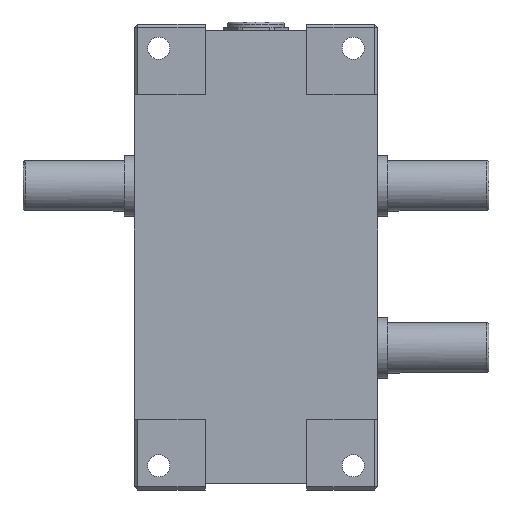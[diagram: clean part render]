
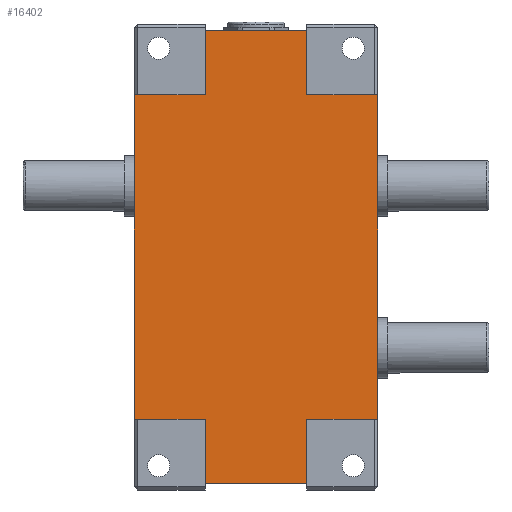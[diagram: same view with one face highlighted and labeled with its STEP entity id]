
A CAD part, front view. The second image highlights one B-rep face of the part: STEP entity #16402.
In plain terms, the highlighted planar face has unit normal (0, -1, 0).
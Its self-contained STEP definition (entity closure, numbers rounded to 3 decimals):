
#146 = DIRECTION ( 'NONE',  ( -1., 0., 0. ) ) ;
#184 = CARTESIAN_POINT ( 'NONE',  ( -25., -77., 77. ) ) ;
#442 = DIRECTION ( 'NONE',  ( 0., 0., 1. ) ) ;
#481 = LINE ( 'NONE', #12482, #14480 ) ;
#546 = CARTESIAN_POINT ( 'NONE',  ( 60., -77., 45. ) ) ;
#562 = ORIENTED_EDGE ( 'NONE', *, *, #19747, .T. ) ;
#1012 = VERTEX_POINT ( 'NONE', #7938 ) ;
#1084 = VERTEX_POINT ( 'NONE', #9097 ) ;
#1250 = EDGE_CURVE ( 'NONE', #18526, #1012, #3540, .T. ) ;
#1368 = VECTOR ( 'NONE', #3351, 1000. ) ;
#1572 = CARTESIAN_POINT ( 'NONE',  ( -60., -77., -115. ) ) ;
#2053 = VECTOR ( 'NONE', #11998, 1000. ) ;
#2470 = ORIENTED_EDGE ( 'NONE', *, *, #17852, .T. ) ;
#2484 = DIRECTION ( 'NONE',  ( 1., 0., 0. ) ) ;
#2518 = VECTOR ( 'NONE', #146, 1000. ) ;
#2643 = ORIENTED_EDGE ( 'NONE', *, *, #6066, .T. ) ;
#2897 = FACE_OUTER_BOUND ( 'NONE', #14755, .T. ) ;
#2994 = DIRECTION ( 'NONE',  ( 0., 0., 1. ) ) ;
#3105 = DIRECTION ( 'NONE',  ( 0., 0., 1. ) ) ;
#3122 = VECTOR ( 'NONE', #2994, 1000. ) ;
#3351 = DIRECTION ( 'NONE',  ( 1., 0., 0. ) ) ;
#3363 = VERTEX_POINT ( 'NONE', #21330 ) ;
#3517 = ORIENTED_EDGE ( 'NONE', *, *, #12605, .F. ) ;
#3540 = LINE ( 'NONE', #11257, #17028 ) ;
#4241 = VERTEX_POINT ( 'NONE', #19547 ) ;
#4566 = VERTEX_POINT ( 'NONE', #184 ) ;
#4971 = LINE ( 'NONE', #546, #3122 ) ;
#4990 = ORIENTED_EDGE ( 'NONE', *, *, #19375, .T. ) ;
#5403 = CARTESIAN_POINT ( 'NONE',  ( -60., -77., 45. ) ) ;
#5972 = EDGE_CURVE ( 'NONE', #18859, #18526, #15837, .T. ) ;
#6066 = EDGE_CURVE ( 'NONE', #12701, #18134, #4971, .T. ) ;
#6387 = EDGE_CURVE ( 'NONE', #3363, #11726, #481, .T. ) ;
#6442 = CARTESIAN_POINT ( 'NONE',  ( 25., -77., -147. ) ) ;
#6517 = EDGE_CURVE ( 'NONE', #18104, #4241, #21341, .T. ) ;
#6520 = ORIENTED_EDGE ( 'NONE', *, *, #5972, .F. ) ;
#6711 = AXIS2_PLACEMENT_3D ( 'NONE', #6835, #13258, #16443 ) ;
#6835 = CARTESIAN_POINT ( 'NONE',  ( -60., -77., 45. ) ) ;
#7168 = CARTESIAN_POINT ( 'NONE',  ( 25., -77., -150. ) ) ;
#7196 = DIRECTION ( 'NONE',  ( 0., 0., 1. ) ) ;
#7883 = ORIENTED_EDGE ( 'NONE', *, *, #6387, .F. ) ;
#7938 = CARTESIAN_POINT ( 'NONE',  ( -25., -77., 45. ) ) ;
#8151 = CARTESIAN_POINT ( 'NONE',  ( 25., -77., 77. ) ) ;
#9097 = CARTESIAN_POINT ( 'NONE',  ( 25., -77., 77. ) ) ;
#9215 = VECTOR ( 'NONE', #17091, 1000. ) ;
#10358 = EDGE_CURVE ( 'NONE', #1012, #4566, #12106, .T. ) ;
#10377 = LINE ( 'NONE', #18437, #19349 ) ;
#10617 = VERTEX_POINT ( 'NONE', #16913 ) ;
#10840 = CARTESIAN_POINT ( 'NONE',  ( -25., -77., -115. ) ) ;
#11257 = CARTESIAN_POINT ( 'NONE',  ( -60., -77., 45. ) ) ;
#11330 = VECTOR ( 'NONE', #3105, 1000. ) ;
#11726 = VERTEX_POINT ( 'NONE', #10840 ) ;
#11998 = DIRECTION ( 'NONE',  ( 0., 0., 1. ) ) ;
#12106 = LINE ( 'NONE', #15841, #2053 ) ;
#12234 = CARTESIAN_POINT ( 'NONE',  ( -60., -77., 45. ) ) ;
#12482 = CARTESIAN_POINT ( 'NONE',  ( -25., -77., -150. ) ) ;
#12605 = EDGE_CURVE ( 'NONE', #18104, #3363, #16005, .T. ) ;
#12701 = VERTEX_POINT ( 'NONE', #14031 ) ;
#13258 = DIRECTION ( 'NONE',  ( 0., 1., 0. ) ) ;
#13485 = DIRECTION ( 'NONE',  ( 1., 0., 0. ) ) ;
#14031 = CARTESIAN_POINT ( 'NONE',  ( 60., -77., -115. ) ) ;
#14287 = EDGE_CURVE ( 'NONE', #18859, #11726, #14861, .T. ) ;
#14480 = VECTOR ( 'NONE', #15889, 1000. ) ;
#14524 = ORIENTED_EDGE ( 'NONE', *, *, #10358, .F. ) ;
#14755 = EDGE_LOOP ( 'NONE', ( #20413, #7883, #3517, #16952, #4990, #2643, #15833, #2470, #562, #14524, #18235, #6520 ) ) ;
#14861 = LINE ( 'NONE', #1572, #1368 ) ;
#15084 = CARTESIAN_POINT ( 'NONE',  ( 25., -77., -150. ) ) ;
#15563 = VECTOR ( 'NONE', #442, 1000. ) ;
#15833 = ORIENTED_EDGE ( 'NONE', *, *, #18354, .F. ) ;
#15837 = LINE ( 'NONE', #12234, #21362 ) ;
#15841 = CARTESIAN_POINT ( 'NONE',  ( -25., -77., -150. ) ) ;
#15889 = DIRECTION ( 'NONE',  ( 0., 0., 1. ) ) ;
#16005 = LINE ( 'NONE', #20459, #2518 ) ;
#16402 = ADVANCED_FACE ( 'NONE', ( #2897 ), #16964, .F. ) ;
#16443 = DIRECTION ( 'NONE',  ( 1., 0., 0. ) ) ;
#16660 = LINE ( 'NONE', #8151, #20929 ) ;
#16713 = CARTESIAN_POINT ( 'NONE',  ( 60., -77., 45. ) ) ;
#16854 = CARTESIAN_POINT ( 'NONE',  ( -60., -77., 45. ) ) ;
#16913 = CARTESIAN_POINT ( 'NONE',  ( 25., -77., 45. ) ) ;
#16952 = ORIENTED_EDGE ( 'NONE', *, *, #6517, .T. ) ;
#16964 = PLANE ( 'NONE',  #6711 ) ;
#17028 = VECTOR ( 'NONE', #2484, 1000. ) ;
#17091 = DIRECTION ( 'NONE',  ( 1., 0., 0. ) ) ;
#17852 = EDGE_CURVE ( 'NONE', #10617, #1084, #20330, .T. ) ;
#18104 = VERTEX_POINT ( 'NONE', #6442 ) ;
#18134 = VERTEX_POINT ( 'NONE', #16713 ) ;
#18235 = ORIENTED_EDGE ( 'NONE', *, *, #1250, .F. ) ;
#18354 = EDGE_CURVE ( 'NONE', #10617, #18134, #21107, .T. ) ;
#18437 = CARTESIAN_POINT ( 'NONE',  ( -60., -77., -115. ) ) ;
#18526 = VERTEX_POINT ( 'NONE', #5403 ) ;
#18859 = VERTEX_POINT ( 'NONE', #19505 ) ;
#19349 = VECTOR ( 'NONE', #13485, 1000. ) ;
#19375 = EDGE_CURVE ( 'NONE', #4241, #12701, #10377, .T. ) ;
#19505 = CARTESIAN_POINT ( 'NONE',  ( -60., -77., -115. ) ) ;
#19547 = CARTESIAN_POINT ( 'NONE',  ( 25., -77., -115. ) ) ;
#19747 = EDGE_CURVE ( 'NONE', #1084, #4566, #16660, .T. ) ;
#19964 = DIRECTION ( 'NONE',  ( -1., 0., 0. ) ) ;
#20330 = LINE ( 'NONE', #15084, #11330 ) ;
#20413 = ORIENTED_EDGE ( 'NONE', *, *, #14287, .T. ) ;
#20459 = CARTESIAN_POINT ( 'NONE',  ( -60., -77., -147. ) ) ;
#20929 = VECTOR ( 'NONE', #19964, 1000. ) ;
#21107 = LINE ( 'NONE', #16854, #9215 ) ;
#21330 = CARTESIAN_POINT ( 'NONE',  ( -25., -77., -147. ) ) ;
#21341 = LINE ( 'NONE', #7168, #15563 ) ;
#21362 = VECTOR ( 'NONE', #7196, 1000. ) ;
